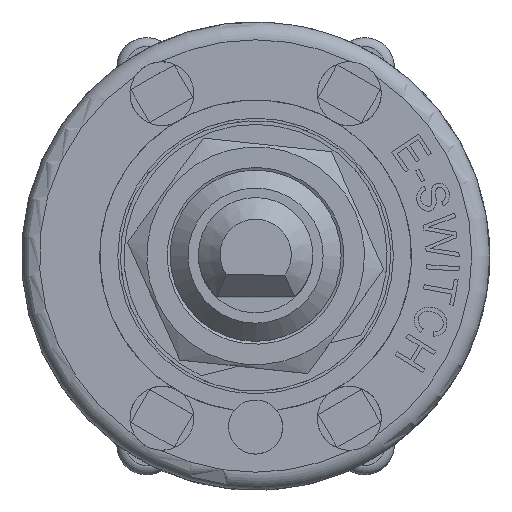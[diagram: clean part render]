
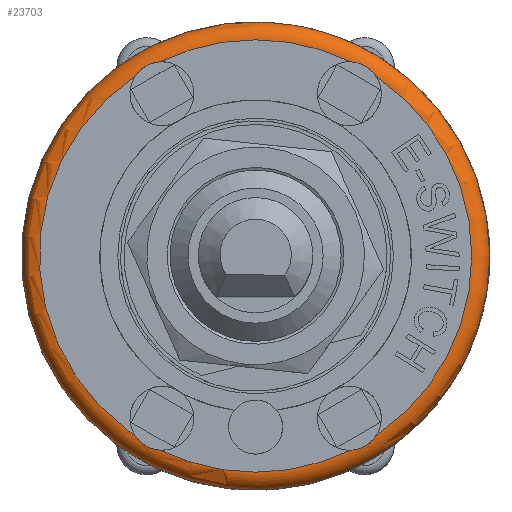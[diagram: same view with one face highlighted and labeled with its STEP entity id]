
A CAD part, top view. The second image highlights one B-rep face of the part: STEP entity #23703.
In plain terms, the highlighted toroidal (fillet/blend) face has major radius 12 mm and minor radius 1 mm.
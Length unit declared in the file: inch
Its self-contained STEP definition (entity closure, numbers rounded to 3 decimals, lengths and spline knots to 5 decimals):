
#23053=CARTESIAN_POINT('',(0.51181,0.0,0.37402));
#23054=VERTEX_POINT('',#23053);
#23055=CARTESIAN_POINT('',(0.0,0.0,0.37402));
#23056=DIRECTION('',(0.0,0.0,1.0));
#23057=DIRECTION('',(-1.0,0.0,0.0));
#23058=AXIS2_PLACEMENT_3D('',#23055,#23056,#23057);
#23059=CIRCLE('',#23058,0.51181);
#23060=EDGE_CURVE('',#23054,#23054,#23059,.T.);
#23303=CARTESIAN_POINT('',(-0.26379,0.39194,0.41339));
#23304=VERTEX_POINT('',#23303);
#23313=CARTESIAN_POINT('',(-0.20753,0.42442,0.41339));
#23314=VERTEX_POINT('',#23313);
#23322=CARTESIAN_POINT('',(-0.26379,0.39194,0.41339));
#23323=CARTESIAN_POINT('',(-0.26063,0.39693,0.41339));
#23324=CARTESIAN_POINT('',(-0.25684,0.40153,0.41318));
#23325=CARTESIAN_POINT('',(-0.25019,0.40776,0.41294));
#23326=CARTESIAN_POINT('',(-0.24774,0.40975,0.41287));
#23327=CARTESIAN_POINT('',(-0.24411,0.41233,0.41281));
#23328=CARTESIAN_POINT('',(-0.24303,0.41306,0.41279));
#23329=CARTESIAN_POINT('',(-0.24115,0.41424,0.41278));
#23330=CARTESIAN_POINT('',(-0.24035,0.41472,0.41278));
#23331=CARTESIAN_POINT('',(-0.23874,0.41565,0.41278));
#23332=CARTESIAN_POINT('',(-0.23791,0.4161,0.41278));
#23333=CARTESIAN_POINT('',(-0.23586,0.41717,0.4128));
#23334=CARTESIAN_POINT('',(-0.23462,0.41777,0.41281));
#23335=CARTESIAN_POINT('',(-0.23029,0.41972,0.41288));
#23336=CARTESIAN_POINT('',(-0.22713,0.42087,0.41296));
#23337=CARTESIAN_POINT('',(-0.2184,0.42336,0.41321));
#23338=CARTESIAN_POINT('',(-0.2129,0.4242,0.41339));
#23339=CARTESIAN_POINT('',(-0.20753,0.42442,0.41339));
#23340=B_SPLINE_CURVE_WITH_KNOTS('',3,(#23322,#23323,#23324,#23325,#23326,#23327,#23328,#23329,#23330,#23331,#23332,#23333,#23334,#23335,#23336,#23337,#23338,#23339),.UNSPECIFIED.,.F.,.U.,(4,2,2,2,2,2,2,2,4),(-0.30321,-0.28459,-0.27477,-0.27072,-0.26786,-0.26495,-0.2607,-0.25033,-0.23279),.UNSPECIFIED.);
#23341=EDGE_CURVE('',#23304,#23314,#23340,.T.);
#23377=CARTESIAN_POINT('',(-0.26379,-0.39194,0.41339));
#23378=VERTEX_POINT('',#23377);
#23388=CARTESIAN_POINT('',(-0.20753,-0.42442,0.41339));
#23389=VERTEX_POINT('',#23388);
#23390=CARTESIAN_POINT('',(-0.20753,-0.42442,0.41339));
#23391=CARTESIAN_POINT('',(-0.21344,-0.42418,0.41339));
#23392=CARTESIAN_POINT('',(-0.21932,-0.42319,0.41318));
#23393=CARTESIAN_POINT('',(-0.22803,-0.42055,0.41294));
#23394=CARTESIAN_POINT('',(-0.23098,-0.41943,0.41287));
#23395=CARTESIAN_POINT('',(-0.23503,-0.41757,0.41281));
#23396=CARTESIAN_POINT('',(-0.2362,-0.417,0.41279));
#23397=CARTESIAN_POINT('',(-0.23817,-0.41596,0.41278));
#23398=CARTESIAN_POINT('',(-0.23898,-0.41551,0.41278));
#23399=CARTESIAN_POINT('',(-0.24059,-0.41458,0.41278));
#23400=CARTESIAN_POINT('',(-0.2414,-0.41409,0.41278));
#23401=CARTESIAN_POINT('',(-0.24335,-0.41285,0.4128));
#23402=CARTESIAN_POINT('',(-0.24449,-0.41207,0.41281));
#23403=CARTESIAN_POINT('',(-0.24834,-0.4093,0.41288));
#23404=CARTESIAN_POINT('',(-0.25092,-0.40713,0.41296));
#23405=CARTESIAN_POINT('',(-0.25744,-0.40082,0.41321));
#23406=CARTESIAN_POINT('',(-0.26092,-0.39648,0.41339));
#23407=CARTESIAN_POINT('',(-0.26379,-0.39194,0.41339));
#23408=B_SPLINE_CURVE_WITH_KNOTS('',3,(#23390,#23391,#23392,#23393,#23394,#23395,#23396,#23397,#23398,#23399,#23400,#23401,#23402,#23403,#23404,#23405,#23406,#23407),.UNSPECIFIED.,.F.,.U.,(4,2,2,2,2,2,2,2,4),(-0.30321,-0.28459,-0.27477,-0.27072,-0.26786,-0.26495,-0.2607,-0.25033,-0.23279),.UNSPECIFIED.);
#23409=EDGE_CURVE('',#23389,#23378,#23408,.T.);
#23477=CARTESIAN_POINT('',(0.20753,-0.42442,0.41339));
#23478=VERTEX_POINT('',#23477);
#23488=CARTESIAN_POINT('',(0.26379,-0.39194,0.41339));
#23489=VERTEX_POINT('',#23488);
#23490=CARTESIAN_POINT('',(0.26379,-0.39194,0.41339));
#23491=CARTESIAN_POINT('',(0.26063,-0.39693,0.41339));
#23492=CARTESIAN_POINT('',(0.25684,-0.40153,0.41318));
#23493=CARTESIAN_POINT('',(0.25019,-0.40776,0.41294));
#23494=CARTESIAN_POINT('',(0.24774,-0.40975,0.41287));
#23495=CARTESIAN_POINT('',(0.24411,-0.41233,0.41281));
#23496=CARTESIAN_POINT('',(0.24303,-0.41306,0.41279));
#23497=CARTESIAN_POINT('',(0.24115,-0.41424,0.41278));
#23498=CARTESIAN_POINT('',(0.24035,-0.41472,0.41278));
#23499=CARTESIAN_POINT('',(0.23874,-0.41565,0.41278));
#23500=CARTESIAN_POINT('',(0.23791,-0.4161,0.41278));
#23501=CARTESIAN_POINT('',(0.23586,-0.41717,0.4128));
#23502=CARTESIAN_POINT('',(0.23462,-0.41777,0.41281));
#23503=CARTESIAN_POINT('',(0.23029,-0.41972,0.41288));
#23504=CARTESIAN_POINT('',(0.22713,-0.42087,0.41296));
#23505=CARTESIAN_POINT('',(0.2184,-0.42336,0.41321));
#23506=CARTESIAN_POINT('',(0.2129,-0.4242,0.41339));
#23507=CARTESIAN_POINT('',(0.20753,-0.42442,0.41339));
#23508=B_SPLINE_CURVE_WITH_KNOTS('',3,(#23490,#23491,#23492,#23493,#23494,#23495,#23496,#23497,#23498,#23499,#23500,#23501,#23502,#23503,#23504,#23505,#23506,#23507),.UNSPECIFIED.,.F.,.U.,(4,2,2,2,2,2,2,2,4),(-0.30321,-0.28459,-0.27477,-0.27072,-0.26786,-0.26495,-0.2607,-0.25033,-0.23279),.UNSPECIFIED.);
#23509=EDGE_CURVE('',#23489,#23478,#23508,.T.);
#23603=CARTESIAN_POINT('',(0.20753,0.42442,0.41339));
#23604=VERTEX_POINT('',#23603);
#23613=CARTESIAN_POINT('',(0.26379,0.39194,0.41339));
#23614=VERTEX_POINT('',#23613);
#23622=CARTESIAN_POINT('',(0.20753,0.42442,0.41339));
#23623=CARTESIAN_POINT('',(0.21344,0.42418,0.41339));
#23624=CARTESIAN_POINT('',(0.21932,0.42319,0.41318));
#23625=CARTESIAN_POINT('',(0.22803,0.42055,0.41294));
#23626=CARTESIAN_POINT('',(0.23098,0.41943,0.41287));
#23627=CARTESIAN_POINT('',(0.23503,0.41757,0.41281));
#23628=CARTESIAN_POINT('',(0.2362,0.417,0.41279));
#23629=CARTESIAN_POINT('',(0.23817,0.41596,0.41278));
#23630=CARTESIAN_POINT('',(0.23898,0.41551,0.41278));
#23631=CARTESIAN_POINT('',(0.24059,0.41458,0.41278));
#23632=CARTESIAN_POINT('',(0.2414,0.41409,0.41278));
#23633=CARTESIAN_POINT('',(0.24335,0.41285,0.4128));
#23634=CARTESIAN_POINT('',(0.24449,0.41207,0.41281));
#23635=CARTESIAN_POINT('',(0.24834,0.4093,0.41288));
#23636=CARTESIAN_POINT('',(0.25092,0.40713,0.41296));
#23637=CARTESIAN_POINT('',(0.25744,0.40082,0.41321));
#23638=CARTESIAN_POINT('',(0.26092,0.39648,0.41339));
#23639=CARTESIAN_POINT('',(0.26379,0.39194,0.41339));
#23640=B_SPLINE_CURVE_WITH_KNOTS('',3,(#23622,#23623,#23624,#23625,#23626,#23627,#23628,#23629,#23630,#23631,#23632,#23633,#23634,#23635,#23636,#23637,#23638,#23639),.UNSPECIFIED.,.F.,.U.,(4,2,2,2,2,2,2,2,4),(-0.30321,-0.28459,-0.27477,-0.27072,-0.26786,-0.26495,-0.2607,-0.25033,-0.23279),.UNSPECIFIED.);
#23641=EDGE_CURVE('',#23604,#23614,#23640,.T.);
#23661=CARTESIAN_POINT('',(0.0,0.0,0.37402));
#23662=DIRECTION('',(0.0,0.0,-1.0));
#23663=DIRECTION('',(-1.0,0.0,0.0));
#23664=AXIS2_PLACEMENT_3D('',#23661,#23662,#23663);
#23665=TOROIDAL_SURFACE('',#23664,0.47244,0.03937);
#23666=ORIENTED_EDGE('',*,*,#23060,.T.);
#23667=EDGE_LOOP('',(#23666));
#23668=FACE_OUTER_BOUND('',#23667,.T.);
#23669=CARTESIAN_POINT('',(0.0,0.0,0.41339));
#23670=DIRECTION('',(0.0,0.0,-1.0));
#23671=DIRECTION('',(-1.0,0.0,0.0));
#23672=AXIS2_PLACEMENT_3D('',#23669,#23670,#23671);
#23673=CIRCLE('',#23672,0.47244);
#23674=EDGE_CURVE('',#23378,#23304,#23673,.T.);
#23675=ORIENTED_EDGE('',*,*,#23674,.T.);
#23676=ORIENTED_EDGE('',*,*,#23341,.T.);
#23677=CARTESIAN_POINT('',(0.0,0.0,0.41339));
#23678=DIRECTION('',(0.0,0.0,-1.0));
#23679=DIRECTION('',(-1.0,0.0,0.0));
#23680=AXIS2_PLACEMENT_3D('',#23677,#23678,#23679);
#23681=CIRCLE('',#23680,0.47244);
#23682=EDGE_CURVE('',#23314,#23604,#23681,.T.);
#23683=ORIENTED_EDGE('',*,*,#23682,.T.);
#23684=ORIENTED_EDGE('',*,*,#23641,.T.);
#23685=CARTESIAN_POINT('',(0.0,0.0,0.41339));
#23686=DIRECTION('',(0.0,0.0,-1.0));
#23687=DIRECTION('',(-1.0,0.0,0.0));
#23688=AXIS2_PLACEMENT_3D('',#23685,#23686,#23687);
#23689=CIRCLE('',#23688,0.47244);
#23690=EDGE_CURVE('',#23614,#23489,#23689,.T.);
#23691=ORIENTED_EDGE('',*,*,#23690,.T.);
#23692=ORIENTED_EDGE('',*,*,#23509,.T.);
#23693=CARTESIAN_POINT('',(0.0,0.0,0.41339));
#23694=DIRECTION('',(0.0,0.0,-1.0));
#23695=DIRECTION('',(-1.0,0.0,0.0));
#23696=AXIS2_PLACEMENT_3D('',#23693,#23694,#23695);
#23697=CIRCLE('',#23696,0.47244);
#23698=EDGE_CURVE('',#23478,#23389,#23697,.T.);
#23699=ORIENTED_EDGE('',*,*,#23698,.T.);
#23700=ORIENTED_EDGE('',*,*,#23409,.T.);
#23701=EDGE_LOOP('',(#23675,#23676,#23683,#23684,#23691,#23692,#23699,#23700));
#23702=FACE_BOUND('',#23701,.T.);
#23703=ADVANCED_FACE('',(#23668,#23702),#23665,.T.);
